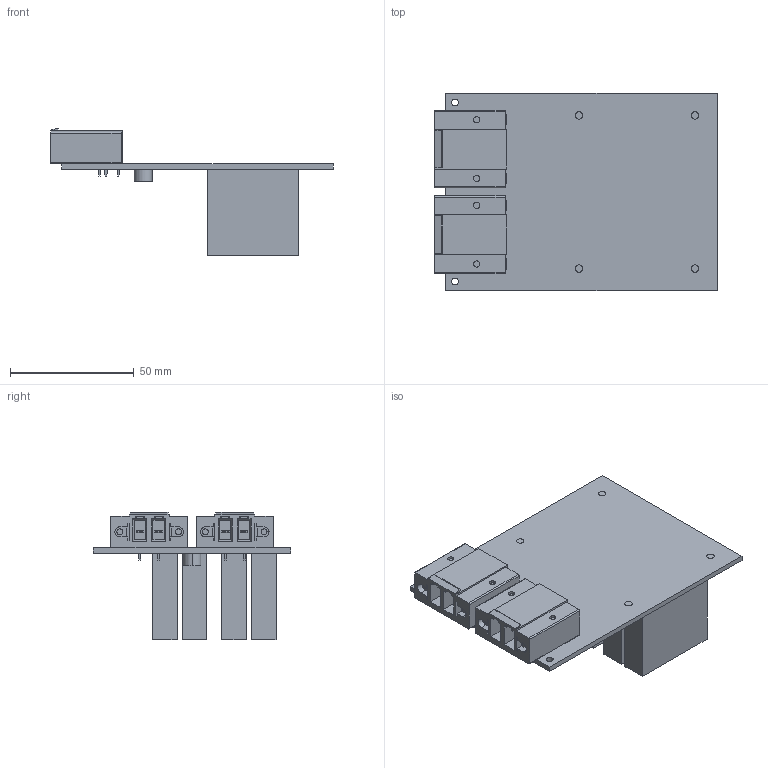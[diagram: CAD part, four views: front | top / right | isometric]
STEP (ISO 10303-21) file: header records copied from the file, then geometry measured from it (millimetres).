
FILE_DESCRIPTION(/* description */ ('PCB Design'),/* implementation_level */ '2;1');
FILE_NAME(/* name */ 'STOP-Filter_01v1',/* time_stamp */ '2017-12-18T14:01:36+05:00',/* author */ ('Shcheblykin'),/* organization */ (''),/* preprocessor_version */ 'ST-DEVELOPER v15',/* originating_system */ 'allegro_16.6-2015S073',/* authorisation */ '');
FILE_SCHEMA (('AUTOMOTIVE_DESIGN'));
Length unit declared in the file: millimetre
Products named in the file (10): STOP-FILTER_01V1; BOARD; COMPONENTS; CAPRR2000W55L2400T1100H2400N; TEXT; MTG410H270; MTG720H320; PHOENIX_1720796; pc_5-2-gf-7.62
Assembly tree (18 placements, depth 5):
  STOP-FILTER_01V1
    BOARD
    COMPONENTS
      CAPRR2000W55L2400T1100H2400N  x4
      TEXT  x3
      MTG410H270  x4
      MTG720H320
      PHOENIX_1720796  x2
        pc_5-2-gf-7.62
          pc_5-2-gf-7.62
Bounding box: 114.42 x 80 x 51.5 mm (x, y, z)
Volume: 20536.3 mm3; surface area: 81091.8 mm2
Topology: 2 solids, 15 shells, 486 faces, 1221 edges, 784 vertices
Faces by surface type: plane 372, cylinder 114
Entity records: 8941 total; most frequent: ORIENTED_EDGE 1230, CARTESIAN_POINT 1150, DIRECTION 1043, EDGE_CURVE 628, VECTOR 488, LINE 488, VERTEX_POINT 436, AXIS2_PLACEMENT_3D 363
